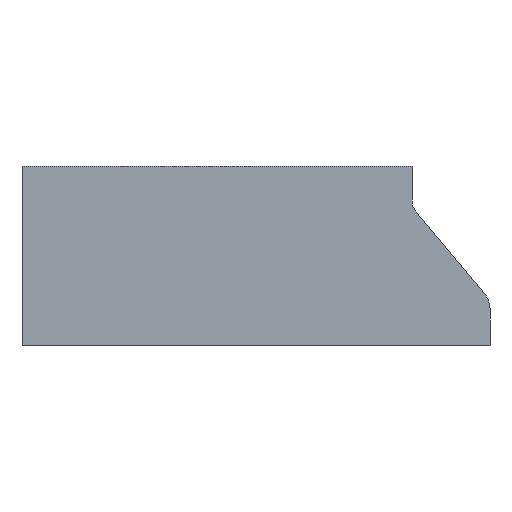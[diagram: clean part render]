
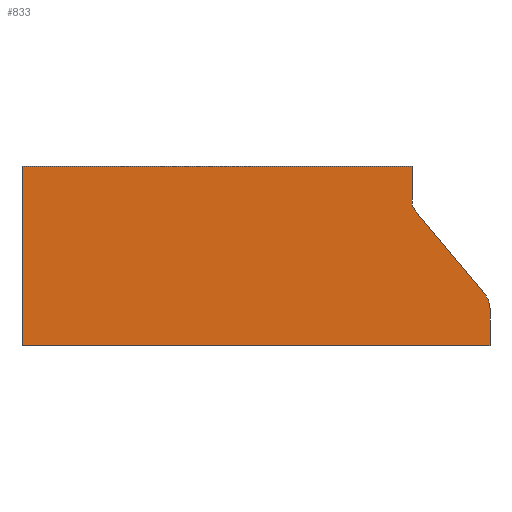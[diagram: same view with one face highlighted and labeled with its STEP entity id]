
A CAD part, front view. The second image highlights one B-rep face of the part: STEP entity #833.
In plain terms, the highlighted planar face has unit normal (0, -1, 0).
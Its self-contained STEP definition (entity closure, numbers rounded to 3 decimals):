
#16 = VERTEX_POINT ( 'NONE', #1751 ) ;
#17 = VERTEX_POINT ( 'NONE', #1755 ) ;
#40 = CARTESIAN_POINT ( 'NONE',  ( 843.047, 0., -163.398 ) ) ;
#55 = CARTESIAN_POINT ( 'NONE',  ( 750., 0., 0. ) ) ;
#61 = CARTESIAN_POINT ( 'NONE',  ( 850., 0., -230. ) ) ;
#65 = CARTESIAN_POINT ( 'NONE',  ( 850., 0., -182.603 ) ) ;
#81 = CARTESIAN_POINT ( 'NONE',  ( -270., 0., -44.501 ) ) ;
#86 = PLANE ( 'NONE',  #1031 ) ;
#88 = DIRECTION ( 'NONE',  ( 0., 1., 0. ) ) ;
#89 = DIRECTION ( 'NONE',  ( 0., 0., 1. ) ) ;
#288 = CARTESIAN_POINT ( 'NONE',  ( 750., 0., 0. ) ) ;
#290 = DIRECTION ( 'NONE',  ( 0., 0., 1. ) ) ;
#369 = CARTESIAN_POINT ( 'NONE',  ( 850., 0., -182.603 ) ) ;
#370 = DIRECTION ( 'NONE',  ( 0., 0., 1. ) ) ;
#418 = DIRECTION ( 'NONE',  ( -0.64, 0., 0.768 ) ) ;
#421 = CARTESIAN_POINT ( 'NONE',  ( -250., 0., 0. ) ) ;
#422 = DIRECTION ( 'NONE',  ( 1., 0., 0. ) ) ;
#427 = CARTESIAN_POINT ( 'NONE',  ( -350., 0., -230. ) ) ;
#428 = DIRECTION ( 'NONE',  ( -1., 0., 0. ) ) ;
#430 = CARTESIAN_POINT ( 'NONE',  ( 754.636, 0., -57.304 ) ) ;
#437 = CARTESIAN_POINT ( 'NONE',  ( 250., 0., 0. ) ) ;
#438 = DIRECTION ( 'NONE',  ( 0., 0., 1. ) ) ;
#441 = CARTESIAN_POINT ( 'NONE',  ( 820., 0., -182.603 ) ) ;
#442 = DIRECTION ( 'NONE',  ( 0., -1., 0. ) ) ;
#443 = DIRECTION ( 'NONE',  ( 0., 0., 1. ) ) ;
#444 = CARTESIAN_POINT ( 'NONE',  ( 770., 0., -44.501 ) ) ;
#445 = DIRECTION ( 'NONE',  ( 0., 1., 0. ) ) ;
#446 = DIRECTION ( 'NONE',  ( 0., 0., 1. ) ) ;
#748 = VERTEX_POINT ( 'NONE', #1756 ) ;
#762 = VERTEX_POINT ( 'NONE', #1754 ) ;
#790 = VERTEX_POINT ( 'NONE', #40 ) ;
#807 = VERTEX_POINT ( 'NONE', #55 ) ;
#813 = VERTEX_POINT ( 'NONE', #61 ) ;
#817 = VERTEX_POINT ( 'NONE', #65 ) ;
#833 = ADVANCED_FACE ( 'NONE', ( #1483 ), #86, .F. ) ;
#897 = EDGE_CURVE ( 'NONE', #762, #807, #1580, .T. ) ;
#932 = EDGE_CURVE ( 'NONE', #813, #817, #1637, .T. ) ;
#954 = EDGE_CURVE ( 'NONE', #16, #807, #1675, .T. ) ;
#957 = EDGE_CURVE ( 'NONE', #813, #748, #1681, .T. ) ;
#962 = EDGE_CURVE ( 'NONE', #748, #16, #1691, .T. ) ;
#963 = EDGE_CURVE ( 'NONE', #817, #790, #1693, .T. ) ;
#964 = EDGE_CURVE ( 'NONE', #790, #17, #1695, .T. ) ;
#965 = EDGE_CURVE ( 'NONE', #17, #762, #1696, .T. ) ;
#1031 = AXIS2_PLACEMENT_3D ( 'NONE', #81, #88, #89 ) ;
#1103 = AXIS2_PLACEMENT_3D ( 'NONE', #441, #442, #443 ) ;
#1104 = AXIS2_PLACEMENT_3D ( 'NONE', #444, #445, #446 ) ;
#1207 = ORIENTED_EDGE ( 'NONE', *, *, #954, .F. ) ;
#1208 = ORIENTED_EDGE ( 'NONE', *, *, #962, .F. ) ;
#1209 = ORIENTED_EDGE ( 'NONE', *, *, #957, .F. ) ;
#1210 = ORIENTED_EDGE ( 'NONE', *, *, #932, .T. ) ;
#1211 = ORIENTED_EDGE ( 'NONE', *, *, #963, .T. ) ;
#1212 = ORIENTED_EDGE ( 'NONE', *, *, #964, .T. ) ;
#1213 = ORIENTED_EDGE ( 'NONE', *, *, #965, .T. ) ;
#1214 = ORIENTED_EDGE ( 'NONE', *, *, #897, .T. ) ;
#1443 = EDGE_LOOP ( 'NONE', ( #1207, #1208, #1209, #1210, #1211, #1212, #1213, #1214 ) ) ;
#1483 = FACE_OUTER_BOUND ( 'NONE', #1443, .T. ) ;
#1580 = LINE ( 'NONE', #288, #1583 ) ;
#1583 = VECTOR ( 'NONE', #290, 1000. ) ;
#1637 = LINE ( 'NONE', #369, #1640 ) ;
#1640 = VECTOR ( 'NONE', #370, 1000. ) ;
#1675 = LINE ( 'NONE', #421, #1678 ) ;
#1678 = VECTOR ( 'NONE', #422, 1000. ) ;
#1681 = LINE ( 'NONE', #427, #1684 ) ;
#1684 = VECTOR ( 'NONE', #428, 1000. ) ;
#1691 = LINE ( 'NONE', #437, #1694 ) ;
#1693 = CIRCLE ( 'NONE', #1103, 30. ) ;
#1694 = VECTOR ( 'NONE', #438, 1000. ) ;
#1695 = LINE ( 'NONE', #430, #1697 ) ;
#1696 = CIRCLE ( 'NONE', #1104, 20. ) ;
#1697 = VECTOR ( 'NONE', #418, 1000. ) ;
#1751 = CARTESIAN_POINT ( 'NONE',  ( 250., 0., 0. ) ) ;
#1754 = CARTESIAN_POINT ( 'NONE',  ( 750., 0., -44.501 ) ) ;
#1755 = CARTESIAN_POINT ( 'NONE',  ( 754.636, 0., -57.304 ) ) ;
#1756 = CARTESIAN_POINT ( 'NONE',  ( 250., 0., -230. ) ) ;
